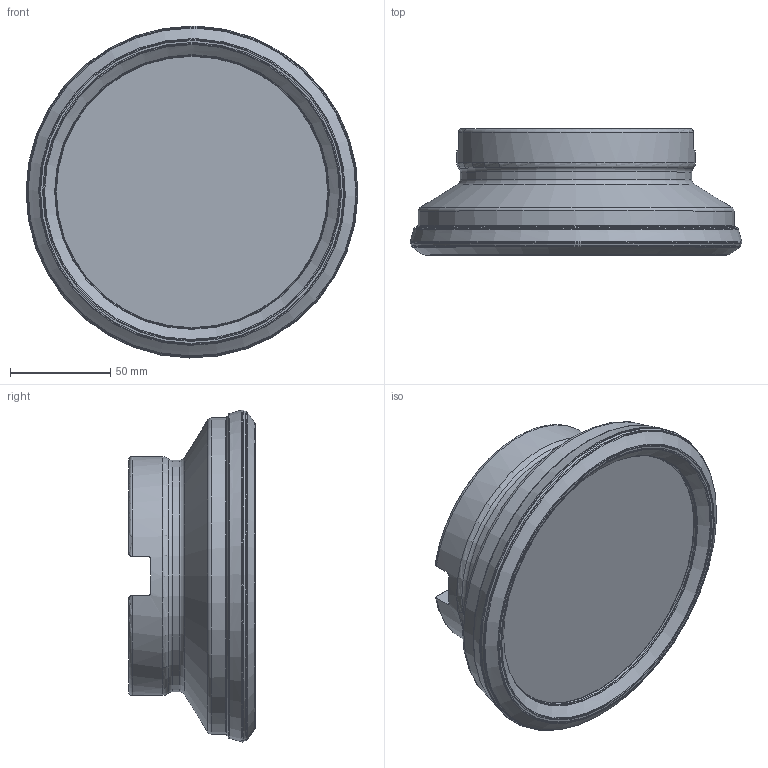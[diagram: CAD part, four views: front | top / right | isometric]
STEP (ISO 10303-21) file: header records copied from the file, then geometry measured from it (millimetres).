
FILE_DESCRIPTION(/* description */ (''),/* implementation_level */ '2;1');
FILE_NAME(/* name */ 'F36-PNMU12-D600Z14S200I.stp',/* time_stamp */ '2021-10-07T09:51:36+09:00',/* author */ (''),/* organization */ (''),/* preprocessor_version */ 'ST-DEVELOPER v16',/* originating_system */ 'SIEMENS PLM Software NX 10.0',/* authorisation */ '');
FILE_SCHEMA (('AP203_CONFIGURATION_CONTROLLED_3D_DESIGN_OF_MECHANICAL_PARTS_AND_ASSEMBLIES_MIM_LF { 1 0 10303 403 2 1 2}'));
Length unit declared in the file: millimetre
Products named in the file (1): 120185C07CB1h811
Bounding box: 165.95 x 63.01 x 165.97 mm (x, y, z)
Volume: 752288 mm3; surface area: 78667.2 mm2
Topology: 1 solids, 1 shells, 66 faces, 176 edges, 115 vertices
Faces by surface type: revolution 21, plane 17, cylinder 11, torus 9, cone 8
Full cylindrical faces by diameter (mm): 33 x1, 50.8 x1, 52.8 x1, 68 x1, 115.78 x1, 119.38 x1, 157.979 x1
Entity records: 1963 total; most frequent: CARTESIAN_POINT 584, DIRECTION 249, ORIENTED_EDGE 216, EDGE_LOOP 108, EDGE_CURVE 108, AXIS2_PLACEMENT_3D 102, VERTEX_POINT 86, FACE_BOUND 84
